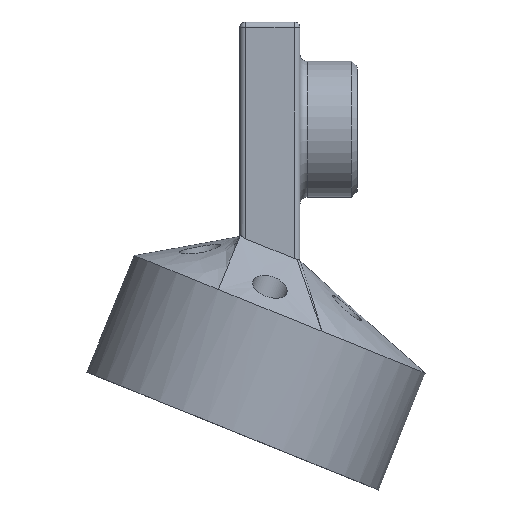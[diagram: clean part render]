
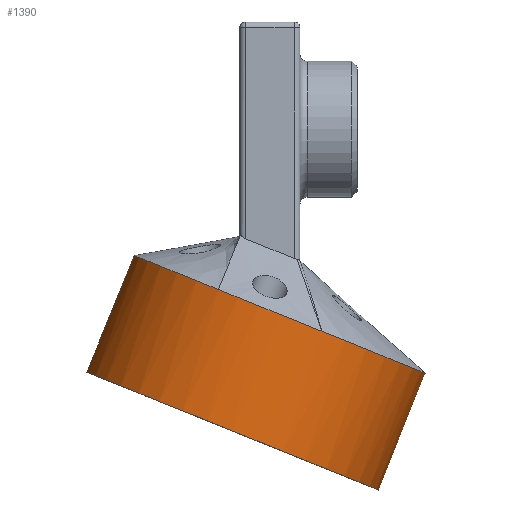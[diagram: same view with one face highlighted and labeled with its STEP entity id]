
A CAD part, left-side view. The second image highlights one B-rep face of the part: STEP entity #1390.
In plain terms, the highlighted cylindrical face has radius 34.925 mm (diameter 69.85 mm), a full revolution.
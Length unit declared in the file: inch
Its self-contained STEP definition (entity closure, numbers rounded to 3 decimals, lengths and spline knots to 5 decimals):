
#193=FACE_OUTER_BOUND('',#299,.T.);
#299=EDGE_LOOP('',(#1269,#1270,#1271,#1272,#1273,#1274,#1275,#1276,#1277));
#398=LINE('',#2873,#496);
#496=VECTOR('',#1949,1.375);
#508=CIRCLE('',#1437,1.375);
#548=CIRCLE('',#1506,1.375);
#549=CIRCLE('',#1507,1.375);
#550=CIRCLE('',#1508,1.375);
#551=CIRCLE('',#1509,1.375);
#568=CIRCLE('',#1556,1.375);
#569=CIRCLE('',#1557,1.375);
#587=VERTEX_POINT('',#2140);
#619=VERTEX_POINT('',#2275);
#627=VERTEX_POINT('',#2388);
#635=VERTEX_POINT('',#2479);
#649=VERTEX_POINT('',#2634);
#650=VERTEX_POINT('',#2636);
#652=VERTEX_POINT('',#2664);
#721=EDGE_CURVE('',#587,#587,#508,.T.);
#814=EDGE_CURVE('',#627,#649,#548,.T.);
#815=EDGE_CURVE('',#649,#650,#549,.T.);
#818=EDGE_CURVE('',#619,#652,#550,.T.);
#819=EDGE_CURVE('',#652,#627,#551,.T.);
#888=EDGE_CURVE('',#635,#619,#568,.T.);
#890=EDGE_CURVE('',#650,#635,#569,.T.);
#891=EDGE_CURVE('',#652,#587,#398,.T.);
#1269=ORIENTED_EDGE('',*,*,#890,.F.);
#1270=ORIENTED_EDGE('',*,*,#815,.F.);
#1271=ORIENTED_EDGE('',*,*,#814,.F.);
#1272=ORIENTED_EDGE('',*,*,#819,.F.);
#1273=ORIENTED_EDGE('',*,*,#891,.T.);
#1274=ORIENTED_EDGE('',*,*,#721,.F.);
#1275=ORIENTED_EDGE('',*,*,#891,.F.);
#1276=ORIENTED_EDGE('',*,*,#818,.F.);
#1277=ORIENTED_EDGE('',*,*,#888,.F.);
#1311=CYLINDRICAL_SURFACE('',#1558,1.375);
#1390=ADVANCED_FACE('',(#193),#1311,.T.);
#1437=AXIS2_PLACEMENT_3D('',#2141,#1615,#1616);
#1506=AXIS2_PLACEMENT_3D('',#2635,#1789,#1790);
#1507=AXIS2_PLACEMENT_3D('',#2637,#1791,#1792);
#1508=AXIS2_PLACEMENT_3D('',#2665,#1794,#1795);
#1509=AXIS2_PLACEMENT_3D('',#2666,#1796,#1797);
#1556=AXIS2_PLACEMENT_3D('',#2849,#1942,#1943);
#1557=AXIS2_PLACEMENT_3D('',#2871,#1945,#1946);
#1558=AXIS2_PLACEMENT_3D('',#2872,#1947,#1948);
#1615=DIRECTION('center_axis',(0.,0.375,
-0.927));
#1616=DIRECTION('ref_axis',(-1.,0.,0.));
#1789=DIRECTION('center_axis',(0.,-0.375,
0.927));
#1790=DIRECTION('ref_axis',(-1.,0.,0.));
#1791=DIRECTION('center_axis',(0.,-0.375,
0.927));
#1792=DIRECTION('ref_axis',(-1.,0.,0.));
#1794=DIRECTION('center_axis',(0.,-0.375,
0.927));
#1795=DIRECTION('ref_axis',(-1.,0.,0.));
#1796=DIRECTION('center_axis',(0.,-0.375,
0.927));
#1797=DIRECTION('ref_axis',(-1.,0.,0.));
#1942=DIRECTION('center_axis',(0.,-0.375,
0.927));
#1943=DIRECTION('ref_axis',(-1.,0.,0.));
#1945=DIRECTION('center_axis',(0.,-0.375,
0.927));
#1946=DIRECTION('ref_axis',(-1.,0.,0.));
#1947=DIRECTION('center_axis',(0.,-0.375,0.927));
#1948=DIRECTION('ref_axis',(-1.,0.,0.));
#1949=DIRECTION('',(0.,0.375,-0.927));
#2140=CARTESIAN_POINT('',(0.9375,0.32551,-1.7002));
#2141=CARTESIAN_POINT('Origin',(-0.4375,0.32551,-1.7002));
#2275=CARTESIAN_POINT('',(0.87879,-0.45512,-0.8292));
#2388=CARTESIAN_POINT('',(0.87879,0.28201,-0.53139));
#2479=CARTESIAN_POINT('',(-1.75379,-0.45512,-0.8292));
#2634=CARTESIAN_POINT('',(0.7964,0.47598,-0.45301));
#2635=CARTESIAN_POINT('Origin',(-0.4375,-0.08656,-0.68029));
#2636=CARTESIAN_POINT('',(-1.68422,0.45115,-0.46305));
#2637=CARTESIAN_POINT('Origin',(-0.4375,-0.08656,-0.68029));
#2664=CARTESIAN_POINT('',(0.9375,-0.08656,-0.68029));
#2665=CARTESIAN_POINT('Origin',(-0.4375,-0.08656,-0.68029));
#2666=CARTESIAN_POINT('Origin',(-0.4375,-0.08656,-0.68029));
#2849=CARTESIAN_POINT('Origin',(-0.4375,-0.08656,-0.68029));
#2871=CARTESIAN_POINT('Origin',(-0.4375,-0.08656,-0.68029));
#2872=CARTESIAN_POINT('Origin',(-0.4375,-0.04909,-0.77301));
#2873=CARTESIAN_POINT('',(0.9375,-0.04909,-0.77301));
